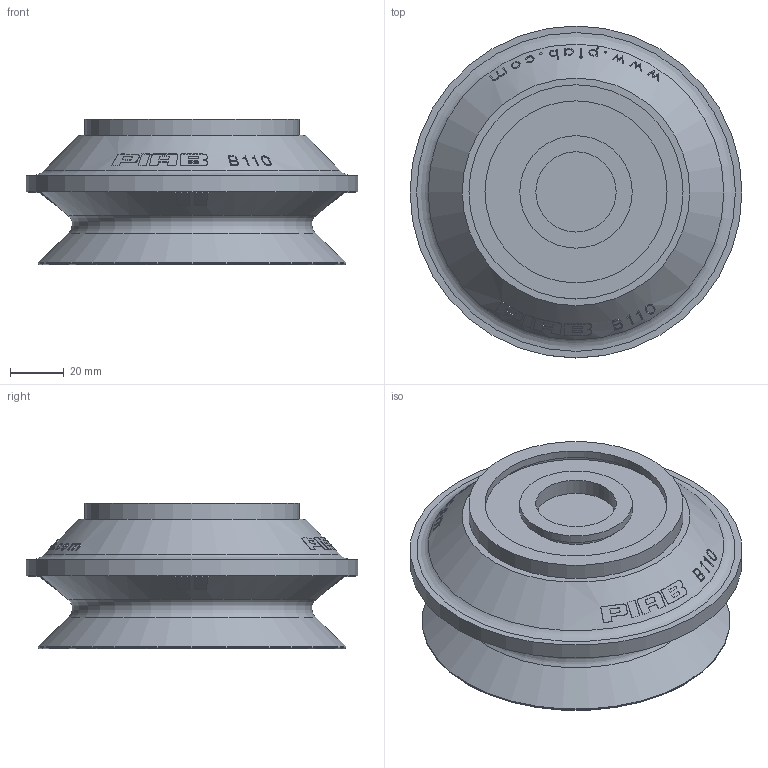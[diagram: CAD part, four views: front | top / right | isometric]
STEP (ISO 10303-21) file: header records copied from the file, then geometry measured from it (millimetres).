
FILE_DESCRIPTION(/* description */ ('Unknown'),/* implementation_level */ '2;1');
FILE_NAME(/* name */ 'S_A012_BXXX',/* time_stamp */ '2018-11-01T10:53:46+01:00',/* author */ ('Unknown'),/* organization */ ('Unknown'),/* preprocessor_version */ 'ST-DEVELOPER v16.7',/* originating_system */ 'DEX',/* authorisation */ $);
FILE_SCHEMA (('AUTOMOTIVE_DESIGN {1 0 10303 214 3 1 1}'));
Length unit declared in the file: millimetre
Products named in the file (4): S_A012_BXXX; A012_B110; Fitting_blank
Assembly tree (3 placements, depth 3):
  S_A012_BXXX
    A012_B110
      A012_B110
    Fitting_blank
Bounding box: 124 x 124 x 54.3 mm (x, y, z)
Volume: 418312.5 mm3; surface area: 46937.8 mm2
Topology: 1 solids, 1 shells, 482 faces, 1319 edges, 878 vertices
Faces by surface type: plane 404, cone 43, cylinder 32, torus 3
Full cylindrical faces by diameter (mm): 30 x1, 36 x1, 42 x1, 68 x1, 74 x1, 80 x1, 115 x1, 124 x1
Entity records: 15773 total; most frequent: CARTESIAN_POINT 4512, ORIENTED_EDGE 2600, DIRECTION 1898, EDGE_CURVE 1300, VERTEX_POINT 874, AXIS2_PLACEMENT_3D 724, B_SPLINE_CURVE_WITH_KNOTS 612, EDGE_LOOP 536
